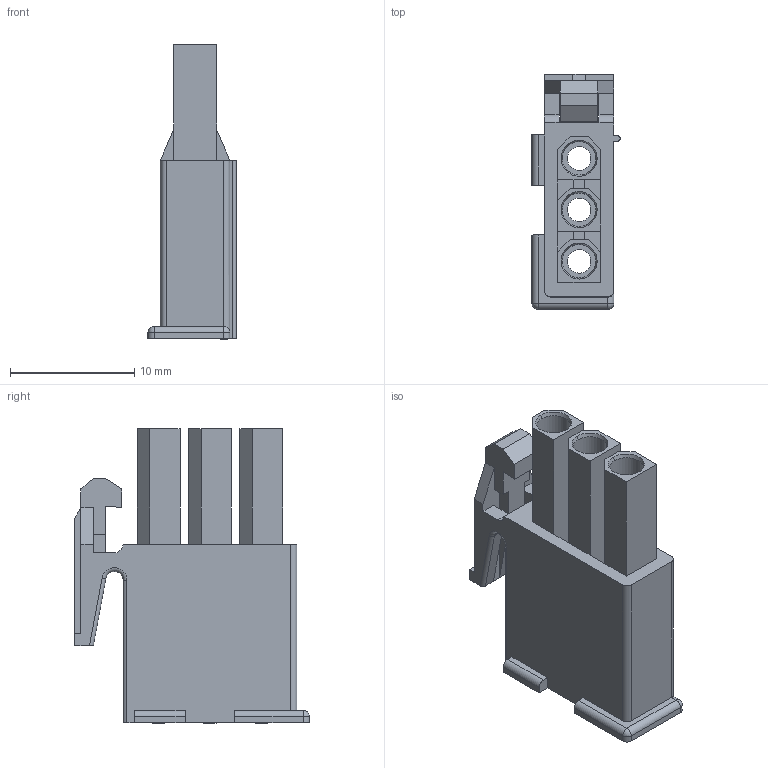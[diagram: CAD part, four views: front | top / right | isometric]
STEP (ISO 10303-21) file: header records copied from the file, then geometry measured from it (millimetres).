
FILE_DESCRIPTION( ('This file contains a STEP AP42 implementation' ,'as created by ZW3D STEP Interface translator.') ,'2;1' );
FILE_NAME( 'WF4141-1H03WX1.stp' ,'231019.11 736', (''), ('ZWCAD Software Co.'), 'Version 1.0', 'ZW3D to STEP translator', '' );
FILE_SCHEMA(('AUTOMOTIVE_DESIGN { 1 0 10303 214 1 1 1 1 }'));
Length unit declared in the file: millimetre
Products named in the file (2): 0; WF4141-1H03WX1
Bounding box: 7.1 x 18.9 x 23.73 mm (x, y, z)
Volume: 992.6 mm3; surface area: 2097.8 mm2
Topology: 1 solids, 1 shells, 268 faces, 729 edges, 468 vertices
Faces by surface type: plane 229, cylinder 23, cone 12, sphere 2, torus 2
Full cylindrical faces by diameter (mm): 1.9 x3, 2.7 x3
Entity records: 8796 total; most frequent: CARTESIAN_POINT 1757, ORIENTED_EDGE 1458, DIRECTION 1290, EDGE_CURVE 729, VECTOR 640, LINE 640, VERTEX_POINT 468, AXIS2_PLACEMENT_3D 325
